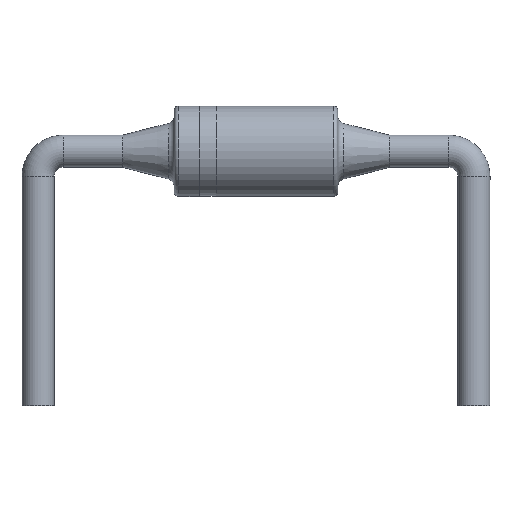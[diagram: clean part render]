
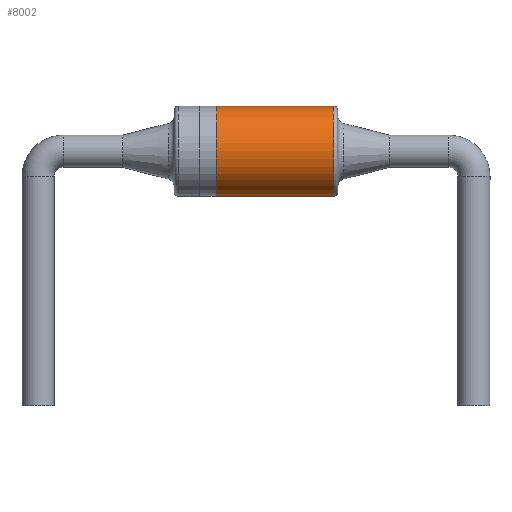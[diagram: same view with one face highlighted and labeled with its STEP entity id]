
A CAD part, front view. The second image highlights one B-rep face of the part: STEP entity #8002.
In plain terms, the highlighted cylindrical face has radius 1.08 mm (diameter 2.16 mm), a partial arc.
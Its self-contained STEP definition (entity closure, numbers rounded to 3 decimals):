
#230 = CYLINDRICAL_SURFACE ( 'NONE', #9624, 1.08 ) ;
#525 = CARTESIAN_POINT ( 'NONE',  ( 3.175, 0., 0. ) ) ;
#779 = EDGE_CURVE ( 'NONE', #9219, #11344, #12125, .T. ) ;
#1100 = CIRCLE ( 'NONE', #8158, 1.08 ) ;
#1525 = CARTESIAN_POINT ( 'NONE',  ( -0.95, 0., 0. ) ) ;
#1580 = VERTEX_POINT ( 'NONE', #9945 ) ;
#1951 = ORIENTED_EDGE ( 'NONE', *, *, #779, .T. ) ;
#2161 = ORIENTED_EDGE ( 'NONE', *, *, #9757, .F. ) ;
#2166 = EDGE_CURVE ( 'NONE', #11344, #3150, #11925, .T. ) ;
#2573 = CARTESIAN_POINT ( 'NONE',  ( 1.85, 0., 0. ) ) ;
#2937 = FACE_OUTER_BOUND ( 'NONE', #7957, .T. ) ;
#2950 = LINE ( 'NONE', #7865, #3893 ) ;
#3150 = VERTEX_POINT ( 'NONE', #5549 ) ;
#3478 = DIRECTION ( 'NONE',  ( 0., 0., 1. ) ) ;
#3834 = ORIENTED_EDGE ( 'NONE', *, *, #2166, .T. ) ;
#3893 = VECTOR ( 'NONE', #11671, 1000. ) ;
#4126 = EDGE_CURVE ( 'NONE', #1580, #3150, #2950, .T. ) ;
#5549 = CARTESIAN_POINT ( 'NONE',  ( 1.85, 0., 1.08 ) ) ;
#5652 = DIRECTION ( 'NONE',  ( -1., 0., 0. ) ) ;
#5779 = VECTOR ( 'NONE', #6346, 1000. ) ;
#6346 = DIRECTION ( 'NONE',  ( 1., 0., 0. ) ) ;
#6638 = AXIS2_PLACEMENT_3D ( 'NONE', #2573, #5652, #8621 ) ;
#6721 = ORIENTED_EDGE ( 'NONE', *, *, #4126, .F. ) ;
#7865 = CARTESIAN_POINT ( 'NONE',  ( 3.175, 0., 1.08 ) ) ;
#7957 = EDGE_LOOP ( 'NONE', ( #6721, #2161, #1951, #3834 ) ) ;
#8002 = ADVANCED_FACE ( 'NONE', ( #2937 ), #230, .T. ) ;
#8158 = AXIS2_PLACEMENT_3D ( 'NONE', #1525, #9239, #3478 ) ;
#8255 = CARTESIAN_POINT ( 'NONE',  ( 3.175, 0., -1.08 ) ) ;
#8621 = DIRECTION ( 'NONE',  ( 0., 0., -1. ) ) ;
#8989 = DIRECTION ( 'NONE',  ( 1., 0., 0. ) ) ;
#9219 = VERTEX_POINT ( 'NONE', #11560 ) ;
#9239 = DIRECTION ( 'NONE',  ( -1., 0., 0. ) ) ;
#9624 = AXIS2_PLACEMENT_3D ( 'NONE', #525, #8989, #10134 ) ;
#9757 = EDGE_CURVE ( 'NONE', #9219, #1580, #1100, .T. ) ;
#9945 = CARTESIAN_POINT ( 'NONE',  ( -0.95, 0., 1.08 ) ) ;
#10134 = DIRECTION ( 'NONE',  ( 0., 0., -1. ) ) ;
#11188 = CARTESIAN_POINT ( 'NONE',  ( 1.85, 0., -1.08 ) ) ;
#11344 = VERTEX_POINT ( 'NONE', #11188 ) ;
#11560 = CARTESIAN_POINT ( 'NONE',  ( -0.95, 0., -1.08 ) ) ;
#11671 = DIRECTION ( 'NONE',  ( 1., 0., 0. ) ) ;
#11925 = CIRCLE ( 'NONE', #6638, 1.08 ) ;
#12125 = LINE ( 'NONE', #8255, #5779 ) ;
